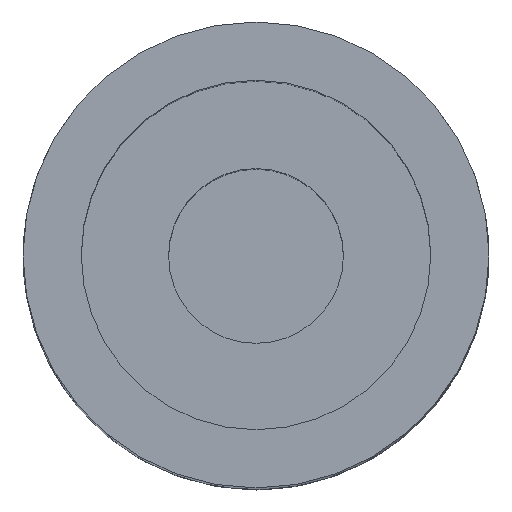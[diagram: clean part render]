
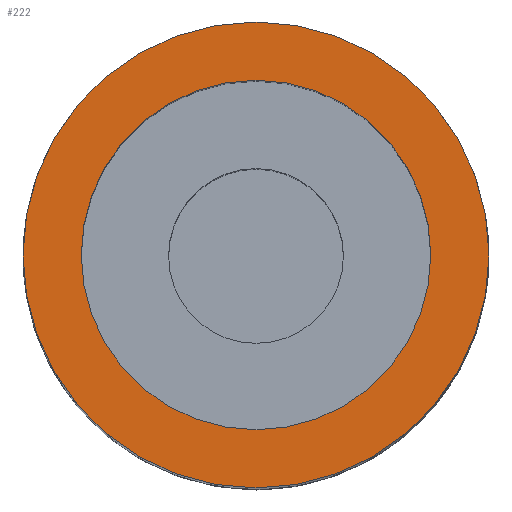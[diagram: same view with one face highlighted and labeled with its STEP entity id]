
A CAD part, top view. The second image highlights one B-rep face of the part: STEP entity #222.
In plain terms, the highlighted planar face has unit normal (0, 0, 1).
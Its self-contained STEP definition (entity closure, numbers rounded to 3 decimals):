
#35 = VERTEX_POINT ( 'NONE', #839 ) ;
#36 = CARTESIAN_POINT ( 'NONE',  ( 8., 0., 40. ) ) ;
#39 = CIRCLE ( 'NONE', #599, 8. ) ;
#45 = DIRECTION ( 'NONE',  ( 0., 0., -1. ) ) ;
#57 = PLANE ( 'NONE',  #478 ) ;
#61 = CARTESIAN_POINT ( 'NONE',  ( -8.096, -8.096, 40. ) ) ;
#82 = CARTESIAN_POINT ( 'NONE',  ( 0., 0., 40. ) ) ;
#92 = CIRCLE ( 'NONE', #584, 8. ) ;
#114 = DIRECTION ( 'NONE',  ( 1., 0., 0. ) ) ;
#118 = FACE_OUTER_BOUND ( 'NONE', #650, .T. ) ;
#120 = EDGE_CURVE ( 'NONE', #452, #833, #92, .T. ) ;
#169 = DIRECTION ( 'NONE',  ( 1., 0., 0. ) ) ;
#185 = CARTESIAN_POINT ( 'NONE',  ( 0., 0., 40. ) ) ;
#193 = CARTESIAN_POINT ( 'NONE',  ( 6., 0., 40. ) ) ;
#194 = EDGE_CURVE ( 'NONE', #352, #35, #669, .T. ) ;
#222 = ADVANCED_FACE ( 'NONE', ( #247, #118 ), #57, .F. ) ;
#235 = AXIS2_PLACEMENT_3D ( 'NONE', #256, #261, #169 ) ;
#236 = EDGE_CURVE ( 'NONE', #833, #452, #39, .T. ) ;
#247 = FACE_BOUND ( 'NONE', #591, .T. ) ;
#251 = DIRECTION ( 'NONE',  ( 0., 0., -1. ) ) ;
#256 = CARTESIAN_POINT ( 'NONE',  ( 0., 0., 40. ) ) ;
#261 = DIRECTION ( 'NONE',  ( 0., 0., 1. ) ) ;
#262 = DIRECTION ( 'NONE',  ( 0., 0., 1. ) ) ;
#329 = CARTESIAN_POINT ( 'NONE',  ( -8., 0., 40. ) ) ;
#352 = VERTEX_POINT ( 'NONE', #193 ) ;
#427 = ORIENTED_EDGE ( 'NONE', *, *, #236, .F. ) ;
#436 = AXIS2_PLACEMENT_3D ( 'NONE', #185, #262, #596 ) ;
#438 = ORIENTED_EDGE ( 'NONE', *, *, #120, .F. ) ;
#452 = VERTEX_POINT ( 'NONE', #36 ) ;
#464 = ORIENTED_EDGE ( 'NONE', *, *, #194, .F. ) ;
#470 = CARTESIAN_POINT ( 'NONE',  ( 0., 0., 40. ) ) ;
#478 = AXIS2_PLACEMENT_3D ( 'NONE', #61, #45, #847 ) ;
#523 = CIRCLE ( 'NONE', #235, 6. ) ;
#584 = AXIS2_PLACEMENT_3D ( 'NONE', #82, #808, #601 ) ;
#588 = ORIENTED_EDGE ( 'NONE', *, *, #850, .F. ) ;
#591 = EDGE_LOOP ( 'NONE', ( #464, #588 ) ) ;
#596 = DIRECTION ( 'NONE',  ( 1., 0., 0. ) ) ;
#599 = AXIS2_PLACEMENT_3D ( 'NONE', #470, #251, #114 ) ;
#601 = DIRECTION ( 'NONE',  ( 1., 0., 0. ) ) ;
#650 = EDGE_LOOP ( 'NONE', ( #438, #427 ) ) ;
#669 = CIRCLE ( 'NONE', #436, 6. ) ;
#808 = DIRECTION ( 'NONE',  ( 0., 0., -1. ) ) ;
#833 = VERTEX_POINT ( 'NONE', #329 ) ;
#839 = CARTESIAN_POINT ( 'NONE',  ( -6., 0., 40. ) ) ;
#847 = DIRECTION ( 'NONE',  ( 0., 1., 0. ) ) ;
#850 = EDGE_CURVE ( 'NONE', #35, #352, #523, .T. ) ;
